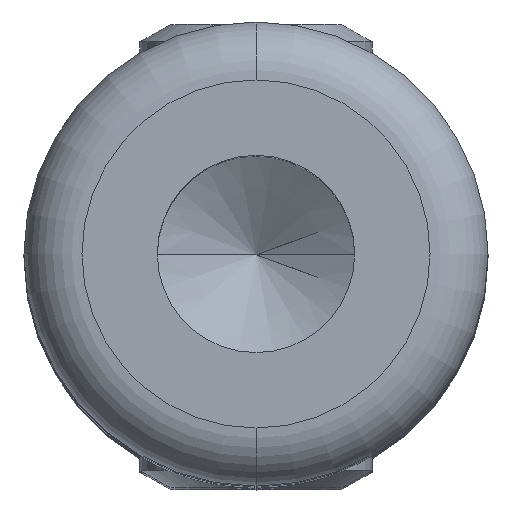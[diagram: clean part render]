
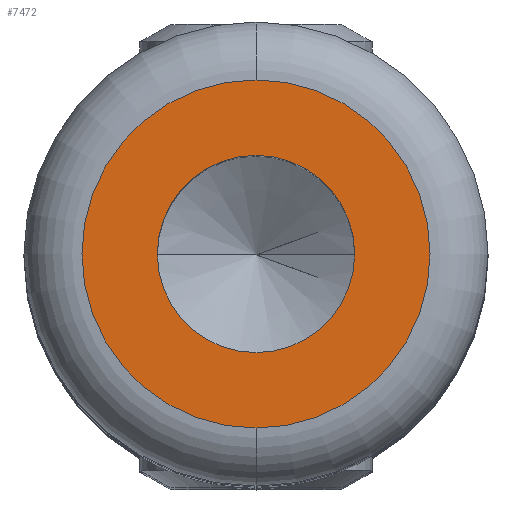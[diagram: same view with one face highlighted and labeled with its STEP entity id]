
A CAD part, top view. The second image highlights one B-rep face of the part: STEP entity #7472.
In plain terms, the highlighted planar face has unit normal (0, 0, 1).
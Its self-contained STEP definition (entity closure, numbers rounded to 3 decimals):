
#382 = CARTESIAN_POINT ( 'NONE',  ( 0., 0., 40. ) ) ;
#605 = AXIS2_PLACEMENT_3D ( 'NONE', #3768, #13369, #13306 ) ;
#1375 = EDGE_LOOP ( 'NONE', ( #17031, #13839 ) ) ;
#1455 = EDGE_LOOP ( 'NONE', ( #15586, #1822 ) ) ;
#1772 = AXIS2_PLACEMENT_3D ( 'NONE', #17501, #13459, #3862 ) ;
#1822 = ORIENTED_EDGE ( 'NONE', *, *, #3360, .T. ) ;
#2045 = DIRECTION ( 'NONE',  ( 0., 1., 0. ) ) ;
#2629 = DIRECTION ( 'NONE',  ( 0., 0., 1. ) ) ;
#2754 = CIRCLE ( 'NONE', #8052, 3.4 ) ;
#3312 = CIRCLE ( 'NONE', #605, 6. ) ;
#3360 = EDGE_CURVE ( 'NONE', #15053, #6320, #16077, .T. ) ;
#3639 = EDGE_CURVE ( 'NONE', #8232, #12387, #10926, .T. ) ;
#3768 = CARTESIAN_POINT ( 'NONE',  ( 0., 0., 40. ) ) ;
#3862 = DIRECTION ( 'NONE',  ( 0., 1., 0. ) ) ;
#4708 = EDGE_CURVE ( 'NONE', #12387, #8232, #2754, .T. ) ;
#4710 = CARTESIAN_POINT ( 'NONE',  ( 0., 0., 40. ) ) ;
#6216 = CARTESIAN_POINT ( 'NONE',  ( 0., 6., 40. ) ) ;
#6320 = VERTEX_POINT ( 'NONE', #6216 ) ;
#6608 = PLANE ( 'NONE',  #1772 ) ;
#6646 = AXIS2_PLACEMENT_3D ( 'NONE', #12019, #2629, #7945 ) ;
#7061 = EDGE_CURVE ( 'NONE', #6320, #15053, #3312, .T. ) ;
#7408 = DIRECTION ( 'NONE',  ( 0., 0., 1. ) ) ;
#7472 = ADVANCED_FACE ( 'NONE', ( #11009, #14215 ), #6608, .F. ) ;
#7945 = DIRECTION ( 'NONE',  ( 1., 0., 0. ) ) ;
#8052 = AXIS2_PLACEMENT_3D ( 'NONE', #382, #8470, #9965 ) ;
#8088 = CARTESIAN_POINT ( 'NONE',  ( 3.4, 0., 40. ) ) ;
#8232 = VERTEX_POINT ( 'NONE', #14158 ) ;
#8470 = DIRECTION ( 'NONE',  ( 0., 0., 1. ) ) ;
#9965 = DIRECTION ( 'NONE',  ( 1., 0., 0. ) ) ;
#9997 = AXIS2_PLACEMENT_3D ( 'NONE', #4710, #7408, #2045 ) ;
#10926 = CIRCLE ( 'NONE', #6646, 3.4 ) ;
#11009 = FACE_BOUND ( 'NONE', #1375, .T. ) ;
#12019 = CARTESIAN_POINT ( 'NONE',  ( 0., 0., 40. ) ) ;
#12387 = VERTEX_POINT ( 'NONE', #8088 ) ;
#13306 = DIRECTION ( 'NONE',  ( 0., 1., 0. ) ) ;
#13369 = DIRECTION ( 'NONE',  ( 0., 0., 1. ) ) ;
#13459 = DIRECTION ( 'NONE',  ( 0., 0., -1. ) ) ;
#13839 = ORIENTED_EDGE ( 'NONE', *, *, #3639, .F. ) ;
#13939 = CARTESIAN_POINT ( 'NONE',  ( 0., -6., 40. ) ) ;
#14158 = CARTESIAN_POINT ( 'NONE',  ( -3.4, 0., 40. ) ) ;
#14215 = FACE_OUTER_BOUND ( 'NONE', #1455, .T. ) ;
#15053 = VERTEX_POINT ( 'NONE', #13939 ) ;
#15586 = ORIENTED_EDGE ( 'NONE', *, *, #7061, .T. ) ;
#16077 = CIRCLE ( 'NONE', #9997, 6. ) ;
#17031 = ORIENTED_EDGE ( 'NONE', *, *, #4708, .F. ) ;
#17501 = CARTESIAN_POINT ( 'NONE',  ( 0., 8., 40. ) ) ;
